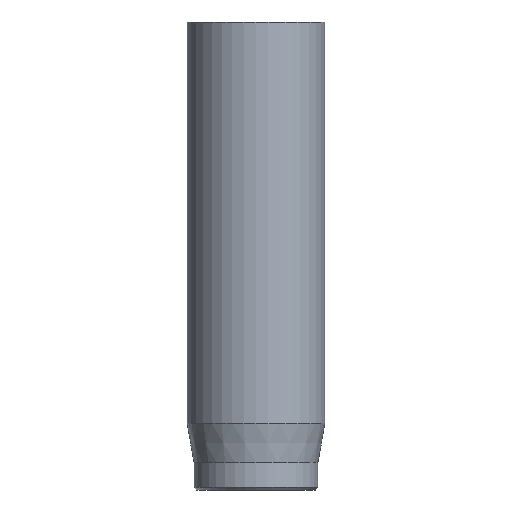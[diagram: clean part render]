
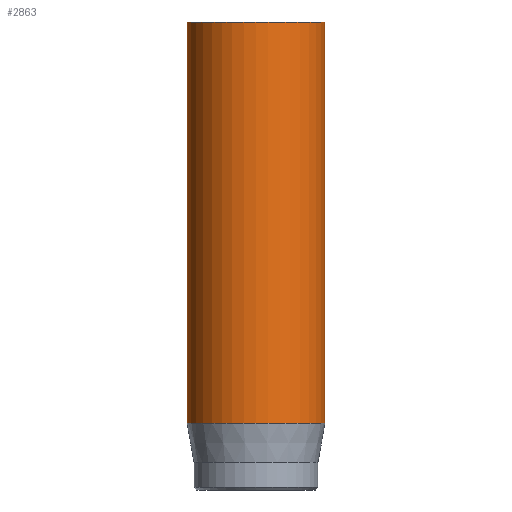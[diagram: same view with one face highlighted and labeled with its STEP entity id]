
A CAD part, front view. The second image highlights one B-rep face of the part: STEP entity #2863.
In plain terms, the highlighted cylindrical face has radius 2.5 mm (diameter 5 mm), a full revolution.
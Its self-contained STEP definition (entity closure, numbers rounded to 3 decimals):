
#32=CYLINDRICAL_SURFACE('',#3005,2.5);
#47=CIRCLE('',#2973,2.5);
#63=CIRCLE('',#3003,2.5);
#64=CIRCLE('',#3004,2.5);
#277=FACE_OUTER_BOUND('',#453,.T.);
#453=EDGE_LOOP('',(#2509,#2510,#2511,#2512,#2513));
#630=LINE('',#5693,#813);
#813=VECTOR('',#3314,2.5);
#1286=VERTEX_POINT('',#5633);
#1302=VERTEX_POINT('',#5687);
#1303=VERTEX_POINT('',#5688);
#1687=EDGE_CURVE('',#1286,#1286,#47,.T.);
#1711=EDGE_CURVE('',#1302,#1303,#63,.T.);
#1712=EDGE_CURVE('',#1303,#1302,#64,.T.);
#1714=EDGE_CURVE('',#1286,#1302,#630,.T.);
#2509=ORIENTED_EDGE('',*,*,#1687,.T.);
#2510=ORIENTED_EDGE('',*,*,#1714,.T.);
#2511=ORIENTED_EDGE('',*,*,#1711,.T.);
#2512=ORIENTED_EDGE('',*,*,#1712,.T.);
#2513=ORIENTED_EDGE('',*,*,#1714,.F.);
#2863=ADVANCED_FACE('',(#277),#32,.T.);
#2973=AXIS2_PLACEMENT_3D('',#5634,#3239,#3240);
#3003=AXIS2_PLACEMENT_3D('',#5689,#3307,#3308);
#3004=AXIS2_PLACEMENT_3D('',#5690,#3309,#3310);
#3005=AXIS2_PLACEMENT_3D('',#5692,#3312,#3313);
#3239=DIRECTION('center_axis',(0.,0.,-1.));
#3240=DIRECTION('ref_axis',(-1.,0.,0.));
#3307=DIRECTION('center_axis',(0.,0.,1.));
#3308=DIRECTION('ref_axis',(-1.,0.,0.));
#3309=DIRECTION('center_axis',(0.,0.,1.));
#3310=DIRECTION('ref_axis',(-1.,0.,0.));
#3312=DIRECTION('center_axis',(0.,0.,1.));
#3313=DIRECTION('ref_axis',(-1.,0.,0.));
#3314=DIRECTION('',(0.,0.,-1.));
#5633=CARTESIAN_POINT('',(2.5,0.,17.));
#5634=CARTESIAN_POINT('Origin',(0.,0.,17.));
#5687=CARTESIAN_POINT('',(2.5,0.,2.418));
#5688=CARTESIAN_POINT('',(-2.5,0.,2.418));
#5689=CARTESIAN_POINT('Origin',(0.,0.,2.418));
#5690=CARTESIAN_POINT('Origin',(0.,0.,2.418));
#5692=CARTESIAN_POINT('Origin',(0.,0.,0.));
#5693=CARTESIAN_POINT('',(2.5,0.,0.));
